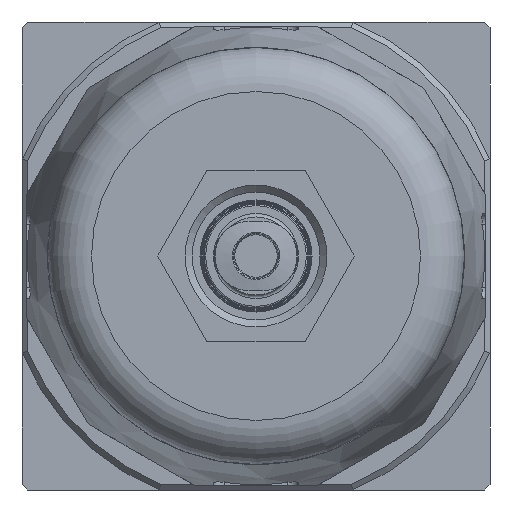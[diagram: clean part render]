
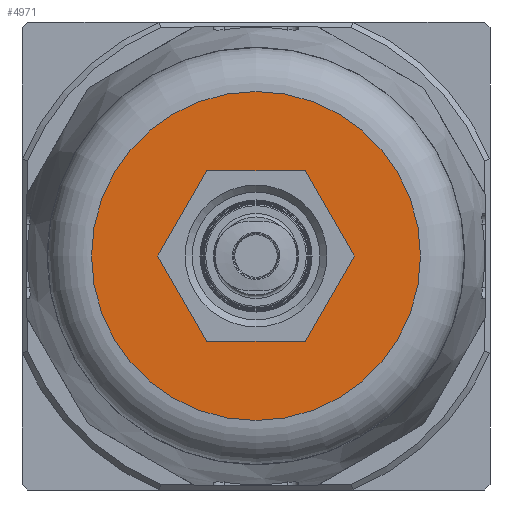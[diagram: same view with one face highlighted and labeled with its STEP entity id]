
A CAD part, front view. The second image highlights one B-rep face of the part: STEP entity #4971.
In plain terms, the highlighted planar face has unit normal (0, -1, 0).
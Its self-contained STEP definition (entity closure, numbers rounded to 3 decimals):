
#349=CIRCLE('',#5272,23.2);
#792=ORIENTED_EDGE('',*,*,#1589,.T.);
#793=ORIENTED_EDGE('',*,*,#1590,.T.);
#794=ORIENTED_EDGE('',*,*,#1591,.T.);
#795=ORIENTED_EDGE('',*,*,#1592,.T.);
#796=ORIENTED_EDGE('',*,*,#1593,.T.);
#797=ORIENTED_EDGE('',*,*,#1594,.T.);
#798=ORIENTED_EDGE('',*,*,#1595,.T.);
#1589=EDGE_CURVE('',#2017,#2017,#349,.T.);
#1590=EDGE_CURVE('',#2018,#2019,#2310,.T.);
#1591=EDGE_CURVE('',#2019,#2020,#2311,.T.);
#1592=EDGE_CURVE('',#2020,#2021,#2312,.T.);
#1593=EDGE_CURVE('',#2021,#2022,#2313,.T.);
#1594=EDGE_CURVE('',#2022,#2023,#2314,.T.);
#1595=EDGE_CURVE('',#2023,#2018,#2315,.T.);
#2017=VERTEX_POINT('',#7025);
#2018=VERTEX_POINT('',#7027);
#2019=VERTEX_POINT('',#7028);
#2020=VERTEX_POINT('',#7030);
#2021=VERTEX_POINT('',#7032);
#2022=VERTEX_POINT('',#7034);
#2023=VERTEX_POINT('',#7036);
#2310=LINE('',#7026,#2512);
#2311=LINE('',#7029,#2513);
#2312=LINE('',#7031,#2514);
#2313=LINE('',#7033,#2515);
#2314=LINE('',#7035,#2516);
#2315=LINE('',#7037,#2517);
#2512=VECTOR('',#5902,1000.);
#2513=VECTOR('',#5903,1000.);
#2514=VECTOR('',#5904,1000.);
#2515=VECTOR('',#5905,1000.);
#2516=VECTOR('',#5906,1000.);
#2517=VECTOR('',#5907,1000.);
#2739=EDGE_LOOP('',(#792));
#2740=EDGE_LOOP('',(#793,#794,#795,#796,#797,#798));
#3045=FACE_BOUND('',#2739,.T.);
#3046=FACE_BOUND('',#2740,.T.);
#3271=PLANE('',#5271);
#4971=ADVANCED_FACE('',(#3045,#3046),#3271,.F.);
#5271=AXIS2_PLACEMENT_3D('',#7023,#5898,#5899);
#5272=AXIS2_PLACEMENT_3D('',#7024,#5900,#5901);
#5898=DIRECTION('',(0.,1.,0.));
#5899=DIRECTION('',(0.,0.,1.));
#5900=DIRECTION('',(0.,-1.,0.));
#5901=DIRECTION('',(0.,0.,-1.));
#5902=DIRECTION('',(0.,0.,1.));
#5903=DIRECTION('',(0.866,0.,0.5));
#5904=DIRECTION('',(0.866,0.,-0.5));
#5905=DIRECTION('',(0.,0.,-1.));
#5906=DIRECTION('',(-0.866,0.,-0.5));
#5907=DIRECTION('',(-0.866,0.,0.5));
#7023=CARTESIAN_POINT('',(23.2,-165.,0.));
#7024=CARTESIAN_POINT('',(0.,-165.,0.));
#7025=CARTESIAN_POINT('',(0.,-165.,-23.2));
#7026=CARTESIAN_POINT('',(-12.,-165.,-6.928));
#7027=CARTESIAN_POINT('',(-12.,-165.,-6.928));
#7028=CARTESIAN_POINT('',(-12.,-165.,6.928));
#7029=CARTESIAN_POINT('',(-12.,-165.,6.928));
#7030=CARTESIAN_POINT('',(0.,-165.,13.856));
#7031=CARTESIAN_POINT('',(0.,-165.,13.856));
#7032=CARTESIAN_POINT('',(12.,-165.,6.928));
#7033=CARTESIAN_POINT('',(12.,-165.,6.928));
#7034=CARTESIAN_POINT('',(12.,-165.,-6.928));
#7035=CARTESIAN_POINT('',(12.,-165.,-6.928));
#7036=CARTESIAN_POINT('',(0.,-165.,-13.856));
#7037=CARTESIAN_POINT('',(0.,-165.,-13.856));
